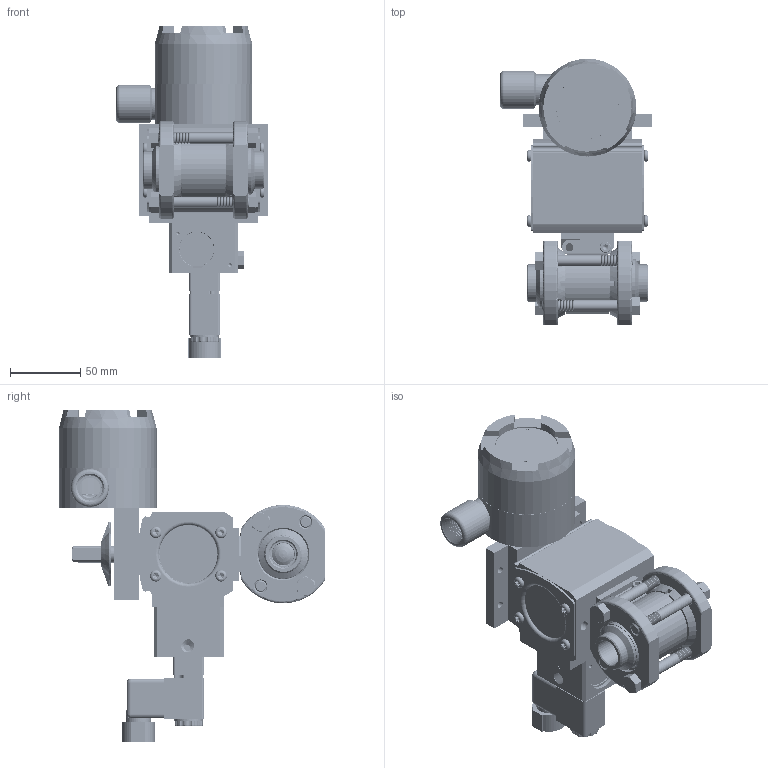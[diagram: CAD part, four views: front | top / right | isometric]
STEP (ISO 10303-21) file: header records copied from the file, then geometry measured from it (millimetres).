
FILE_DESCRIPTION (( 'STEP AP203' ), '1' );
FILE_NAME ('26XXTSWSA512D4GPDCLS.step', '2018-09-05T12:13:17', ( '' ), ( '' ), 'SwSTEP 2.0', 'SolidWorks 2018', '' );
FILE_SCHEMA (( 'CONFIG_CONTROL_DESIGN' ));
Length unit declared in the file: inch
Products named in the file (1): 26XXTSWSA512D4GPDCLS
Bounding box: 107.71 x 189.17 x 235.76 mm (x, y, z)
Volume: 695593.1 mm3; surface area: 262102.8 mm2
Topology: 53 solids, 53 shells, 4601 faces, 12010 edges, 7485 vertices
Faces by surface type: cylinder 2024, cone 1427, plane 754, torus 196, bspline 194, sphere 6
Entity records: 214285 total; most frequent: CARTESIAN_POINT 104814, ORIENTED_EDGE 23664, DIRECTION 23102, EDGE_CURVE 11832, AXIS2_PLACEMENT_3D 9315, VERTEX_POINT 7481, EDGE_LOOP 4923, CIRCLE 4907
